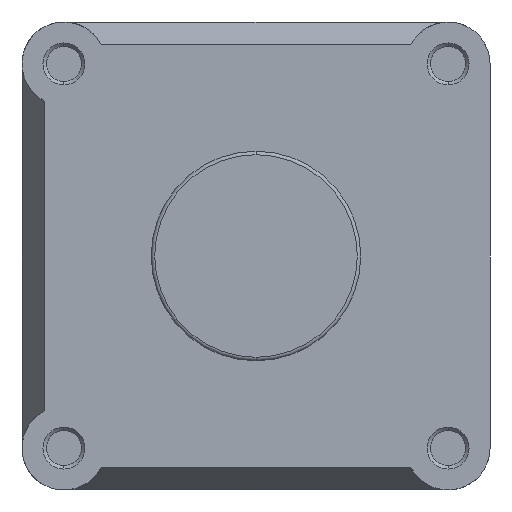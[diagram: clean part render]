
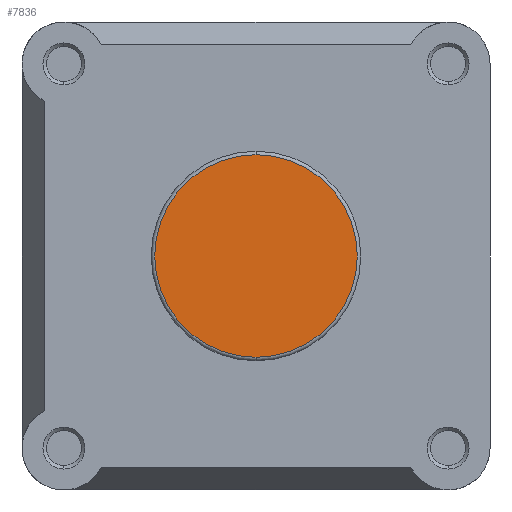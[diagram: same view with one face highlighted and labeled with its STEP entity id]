
A CAD part, left-side view. The second image highlights one B-rep face of the part: STEP entity #7836.
In plain terms, the highlighted planar face has unit normal (-1, 0, 0).
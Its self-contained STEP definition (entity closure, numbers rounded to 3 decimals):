
#67 = EDGE_CURVE ( 'NONE', #2412, #2400, #4505, .T. ) ;
#178 = EDGE_CURVE ( 'NONE', #2400, #2412, #4677, .T. ) ;
#242 = CARTESIAN_POINT ( 'NONE',  ( 0., 0., -29. ) ) ;
#244 = CARTESIAN_POINT ( 'NONE',  ( 0., 0., 29. ) ) ;
#1663 = DIRECTION ( 'NONE',  ( 0., 0., -1. ) ) ;
#1664 = DIRECTION ( 'NONE',  ( -1., 0., 0. ) ) ;
#1673 = CARTESIAN_POINT ( 'NONE',  ( 0., 0., 0. ) ) ;
#2400 = VERTEX_POINT ( 'NONE', #242 ) ;
#2412 = VERTEX_POINT ( 'NONE', #244 ) ;
#2804 = CARTESIAN_POINT ( 'NONE',  ( 0., 30., 0. ) ) ;
#2805 = PLANE ( 'NONE',  #6487 ) ;
#2807 = DIRECTION ( 'NONE',  ( 1., 0., 0. ) ) ;
#2808 = DIRECTION ( 'NONE',  ( 0., 0., -1. ) ) ;
#3722 = FACE_OUTER_BOUND ( 'NONE', #4160, .T. ) ;
#4160 = EDGE_LOOP ( 'NONE', ( #7207, #7206 ) ) ;
#4505 = CIRCLE ( 'NONE', #6004, 29. ) ;
#4677 = CIRCLE ( 'NONE', #6053, 29. ) ;
#6004 = AXIS2_PLACEMENT_3D ( 'NONE', #7547, #7561, #7563 ) ;
#6053 = AXIS2_PLACEMENT_3D ( 'NONE', #1673, #1664, #1663 ) ;
#6487 = AXIS2_PLACEMENT_3D ( 'NONE', #2804, #2807, #2808 ) ;
#7206 = ORIENTED_EDGE ( 'NONE', *, *, #67, .T. ) ;
#7207 = ORIENTED_EDGE ( 'NONE', *, *, #178, .T. ) ;
#7547 = CARTESIAN_POINT ( 'NONE',  ( 0., 0., 0. ) ) ;
#7561 = DIRECTION ( 'NONE',  ( -1., 0., 0. ) ) ;
#7563 = DIRECTION ( 'NONE',  ( 0., 0., -1. ) ) ;
#7836 = ADVANCED_FACE ( 'NONE', ( #3722 ), #2805, .F. ) ;
